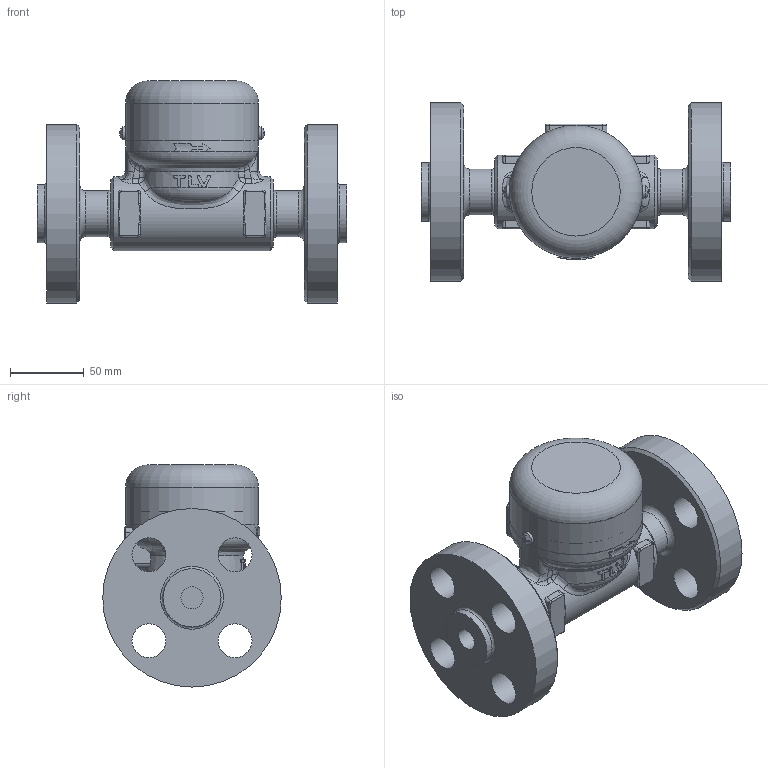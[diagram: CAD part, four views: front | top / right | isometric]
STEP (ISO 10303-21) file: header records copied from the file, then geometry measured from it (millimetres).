
FILE_DESCRIPTION((''),'2;1');
FILE_NAME('hr80a-015-a0900-00.stp','2010-10-26T15:50:52',('nakaot'),(''),'Autodesk Inventor 2008','Autodesk Inventor 2008','');
FILE_SCHEMA(('AUTOMOTIVE_DESIGN { 1 0 10303 214 1 1 1 1 }'));
Length unit declared in the file: millimetre
Products named in the file (1): hr80a-015-a0900-00
Bounding box: 210 x 121 x 150.5 mm (x, y, z)
Volume: 1285874.6 mm3; surface area: 139778.5 mm2
Topology: 4 solids, 4 shells, 304 faces, 748 edges, 441 vertices
Faces by surface type: bspline 113, cylinder 96, plane 77, torus 13, cone 4, sphere 1
Full cylindrical faces by diameter (mm): 9 x1, 15 x1, 23 x4, 31 x1, 39.4 x1, 50 x1, 88.6 x2, 90 x2, 121 x1
Entity records: 14675 total; most frequent: CARTESIAN_POINT 8202, ORIENTED_EDGE 1356, DIRECTION 1234, EDGE_CURVE 678, AXIS2_PLACEMENT_3D 498, VERTEX_POINT 432, EDGE_LOOP 374, FACE_OUTER_BOUND 304
